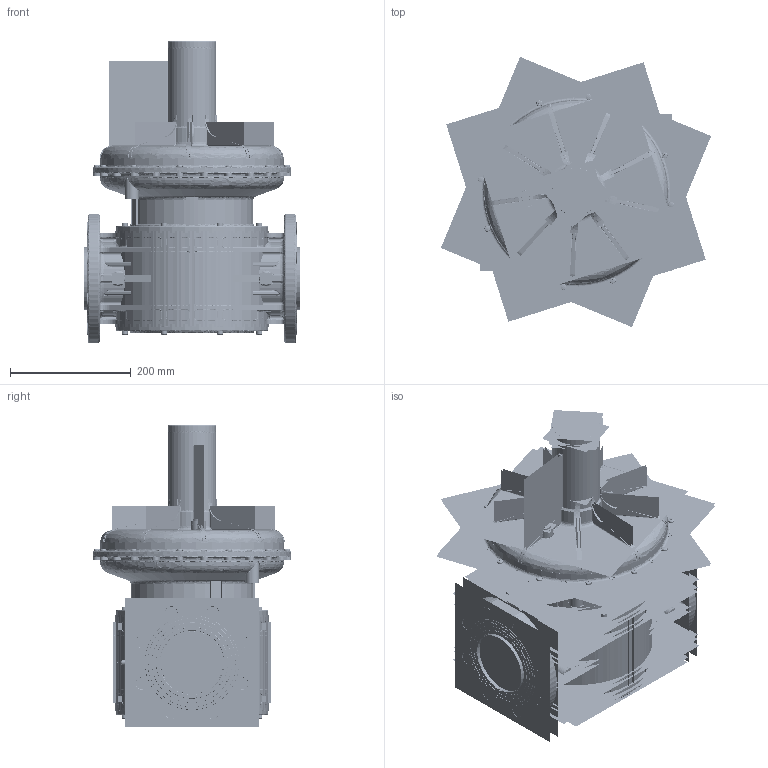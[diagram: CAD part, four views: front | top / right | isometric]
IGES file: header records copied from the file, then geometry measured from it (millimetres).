
Start section:  PTC IGES file: FC10.igs
Global section: file name: FC10.igs; native system: Creo Parametric by Parametric Technology Corporation; preprocessor: 2012130; author: Matteo Bolognesi; organization: Unknown; date: 20140404.133907; units: millimetre
Bounding box: 448.41 x 448.41 x 500.7 mm (x, y, z)
Surface area: 14548616.6 mm2 (no closed solid volume)
Topology: 0 solids, 0 shells, 9660 faces, 126258 edges, 165730 vertices
Faces by surface type: revolution 6012, bspline 3648
